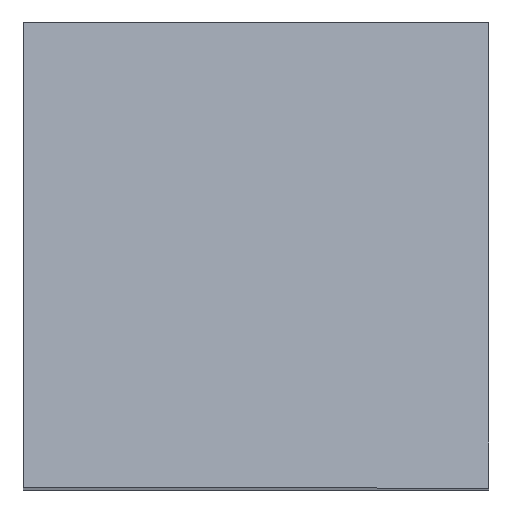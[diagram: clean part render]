
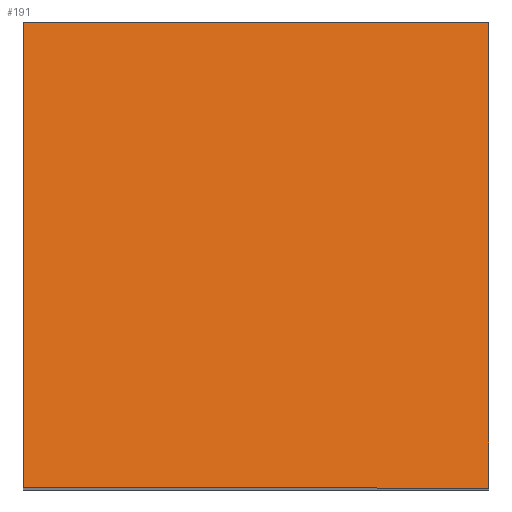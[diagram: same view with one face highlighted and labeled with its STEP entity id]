
A CAD part, top view. The second image highlights one B-rep face of the part: STEP entity #191.
In plain terms, the highlighted planar face has unit normal (0.359, 0, 0.933).
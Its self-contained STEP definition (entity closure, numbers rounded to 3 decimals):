
#21=FACE_OUTER_BOUND('',#32,.T.);
#32=EDGE_LOOP('',(#147,#148,#149,#150));
#51=LINE('',#287,#75);
#52=LINE('',#289,#76);
#53=LINE('',#291,#77);
#54=LINE('',#292,#78);
#75=VECTOR('',#236,10.);
#76=VECTOR('',#237,10.);
#77=VECTOR('',#238,10.);
#78=VECTOR('',#239,10.);
#95=VERTEX_POINT('',#285);
#96=VERTEX_POINT('',#286);
#97=VERTEX_POINT('',#288);
#98=VERTEX_POINT('',#290);
#115=EDGE_CURVE('',#95,#96,#51,.T.);
#116=EDGE_CURVE('',#97,#95,#52,.T.);
#117=EDGE_CURVE('',#98,#97,#53,.T.);
#118=EDGE_CURVE('',#98,#96,#54,.T.);
#147=ORIENTED_EDGE('',*,*,#115,.F.);
#148=ORIENTED_EDGE('',*,*,#116,.F.);
#149=ORIENTED_EDGE('',*,*,#117,.F.);
#150=ORIENTED_EDGE('',*,*,#118,.T.);
#180=PLANE('',#204);
#191=ADVANCED_FACE('',(#21),#180,.F.);
#204=AXIS2_PLACEMENT_3D('',#284,#234,#235);
#234=DIRECTION('center_axis',(-0.359,0.,-0.933));
#235=DIRECTION('ref_axis',(-0.933,0.,0.359));
#236=DIRECTION('',(-0.933,0.,0.359));
#237=DIRECTION('',(0.,-1.,0.));
#238=DIRECTION('',(0.933,0.,-0.359));
#239=DIRECTION('',(0.,-1.,0.));
#284=CARTESIAN_POINT('Origin',(10.,-10.,47.307));
#285=CARTESIAN_POINT('',(10.,-10.,47.307));
#286=CARTESIAN_POINT('',(-10.,-10.,55.));
#287=CARTESIAN_POINT('',(9.215,-10.,47.609));
#288=CARTESIAN_POINT('',(10.,10.,47.307));
#289=CARTESIAN_POINT('',(10.,-10.,47.307));
#290=CARTESIAN_POINT('',(-10.,10.,55.));
#291=CARTESIAN_POINT('',(17.926,10.,44.258));
#292=CARTESIAN_POINT('',(-10.,-10.,55.));
